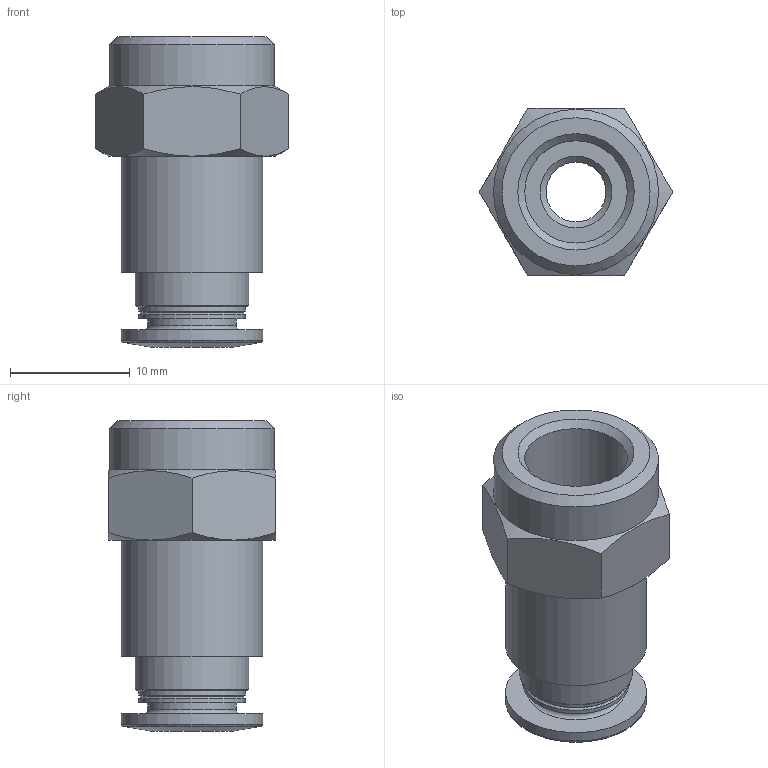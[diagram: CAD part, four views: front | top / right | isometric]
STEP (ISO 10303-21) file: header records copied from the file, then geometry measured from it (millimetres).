
FILE_DESCRIPTION(/* description */ ('STEP AP214'),/* implementation_level */ '2;1');
FILE_NAME(/* name */ '153023_QSF-1_8-6-B',/* time_stamp */ '2024-09-10T07:44:28+02:00',/* author */ ('License CC BY-ND 4.0'),/* organization */ ('CADENAS'),/* preprocessor_version */ 'ST-DEVELOPER v19.3',/* originating_system */ 'PARTsolutions',/* authorisation */ ' ');
FILE_SCHEMA (('AUTOMOTIVE_DESIGN {1 0 10303 214 3 1 1}'));
Length unit declared in the file: millimetre
Products named in the file (1): 153023 QSF-1/8-6-B
Bounding box: 16.17 x 14 x 26 mm (x, y, z)
Volume: 2177.8 mm3; surface area: 1914.7 mm2
Topology: 1 solids, 1 shells, 41 faces, 79 edges, 46 vertices
Faces by surface type: plane 14, cone 14, cylinder 10, torus 3
Full cylindrical faces by diameter (mm): 5 x1, 6 x1, 7.4 x1, 8.566 x1, 8.9 x2, 9.5 x1, 11.8 x2, 13.8 x1
Entity records: 1267 total; most frequent: CARTESIAN_POINT 212, DIRECTION 158, ORIENTED_EDGE 116, AXIS2_PLACEMENT_3D 76, EDGE_LOOP 70, FACE_BOUND 70, EDGE_CURVE 58, VERTEX_POINT 46
